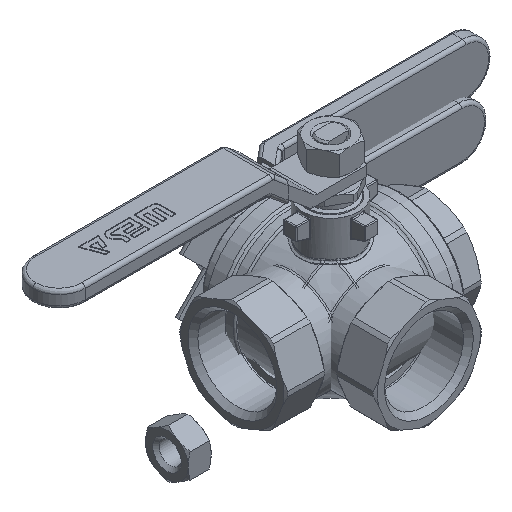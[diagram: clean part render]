
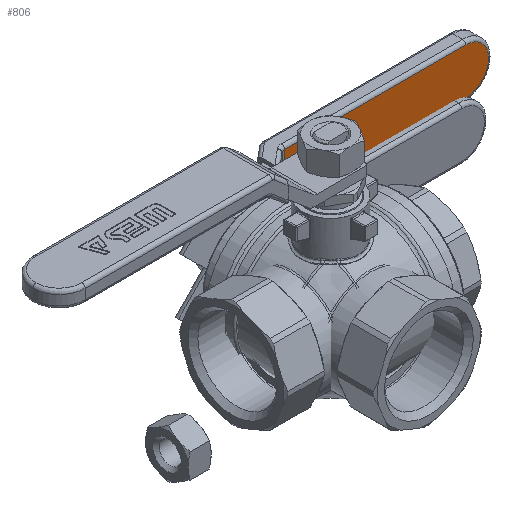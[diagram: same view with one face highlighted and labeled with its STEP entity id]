
A CAD part, isometric view. The second image highlights one B-rep face of the part: STEP entity #806.
In plain terms, the highlighted planar face has unit normal (0, -1, 0).
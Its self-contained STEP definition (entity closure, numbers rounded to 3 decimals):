
#806 = ADVANCED_FACE( '', ( #1845 ), #1846, .T. );
#1845 = FACE_OUTER_BOUND( '', #3510, .T. );
#1846 = PLANE( '', #3511 );
#3510 = EDGE_LOOP( '', ( #6038, #6039, #6040, #6041, #6042 ) );
#3511 = AXIS2_PLACEMENT_3D( '', #6043, #6044, #6045 );
#6038 = ORIENTED_EDGE( '', *, *, #8487, .F. );
#6039 = ORIENTED_EDGE( '', *, *, #8330, .F. );
#6040 = ORIENTED_EDGE( '', *, *, #8488, .T. );
#6041 = ORIENTED_EDGE( '', *, *, #7785, .T. );
#6042 = ORIENTED_EDGE( '', *, *, #8489, .T. );
#6043 = CARTESIAN_POINT( '', ( 87.5, 39.5, -14. ) );
#6044 = DIRECTION( '', ( 0., -1., 0. ) );
#6045 = DIRECTION( '', ( -1., 0., 0. ) );
#7785 = EDGE_CURVE( '', #8990, #8994, #8996, .T. );
#8330 = EDGE_CURVE( '', #9887, #9889, #9890, .T. );
#8487 = EDGE_CURVE( '', #9889, #10117, #10118, .T. );
#8488 = EDGE_CURVE( '', #9887, #8990, #10119, .T. );
#8489 = EDGE_CURVE( '', #8994, #10117, #10120, .T. );
#8990 = VERTEX_POINT( '', #10944 );
#8994 = VERTEX_POINT( '', #10949 );
#8996 = LINE( '', #10951, #10952 );
#9887 = VERTEX_POINT( '', #13366 );
#9889 = VERTEX_POINT( '', #13377 );
#9890 = CIRCLE( '', #13378, 7. );
#10117 = VERTEX_POINT( '', #13842 );
#10118 = CIRCLE( '', #13843, 7. );
#10119 = LINE( '', #13844, #13845 );
#10120 = LINE( '', #13846, #13847 );
#10944 = CARTESIAN_POINT( '', ( 24.207, 39.5, -7. ) );
#10949 = CARTESIAN_POINT( '', ( 24.207, 39.5, -21. ) );
#10951 = CARTESIAN_POINT( '', ( 24.207, 39.5, -14. ) );
#10952 = VECTOR( '', #14959, 1000. );
#13366 = CARTESIAN_POINT( '', ( 79.5, 39.5, -7. ) );
#13377 = CARTESIAN_POINT( '', ( 86.5, 39.5, -14. ) );
#13378 = AXIS2_PLACEMENT_3D( '', #15644, #15645, #15646 );
#13842 = CARTESIAN_POINT( '', ( 79.5, 39.5, -21. ) );
#13843 = AXIS2_PLACEMENT_3D( '', #15830, #15831, #15832 );
#13844 = CARTESIAN_POINT( '', ( 51.854, 39.5, -7. ) );
#13845 = VECTOR( '', #15833, 1000. );
#13846 = CARTESIAN_POINT( '', ( 51.853, 39.5, -21. ) );
#13847 = VECTOR( '', #15834, 1000. );
#14959 = DIRECTION( '', ( 0., 0., -1. ) );
#15644 = CARTESIAN_POINT( '', ( 79.5, 39.5, -14. ) );
#15645 = DIRECTION( '', ( 0., 1., 0. ) );
#15646 = DIRECTION( '', ( 0., 0., 1. ) );
#15830 = CARTESIAN_POINT( '', ( 79.5, 39.5, -14. ) );
#15831 = DIRECTION( '', ( 0., 1., 0. ) );
#15832 = DIRECTION( '', ( 1., 0., 0. ) );
#15833 = DIRECTION( '', ( -1., 0., 0. ) );
#15834 = DIRECTION( '', ( 1., 0., 0. ) );
